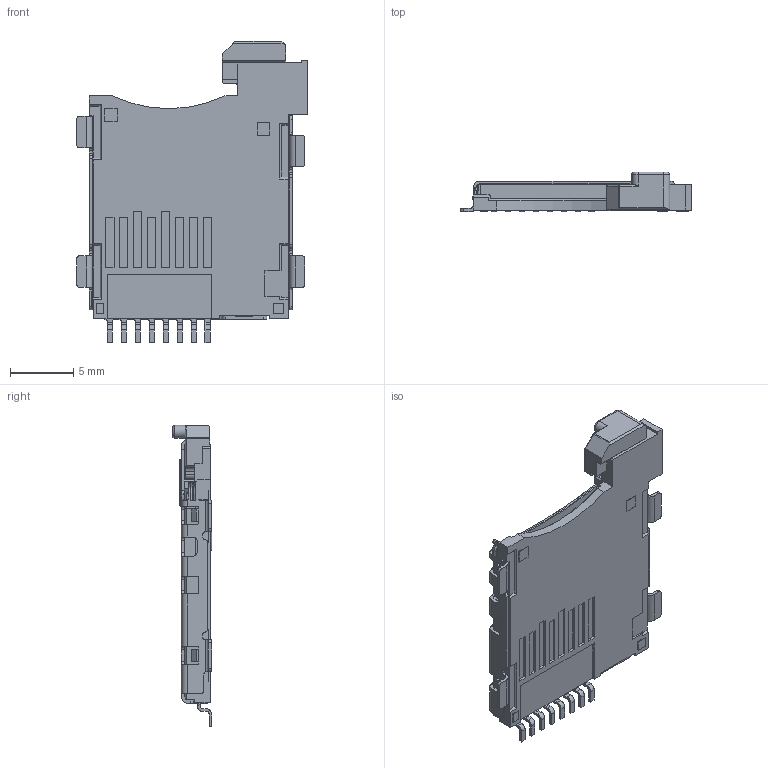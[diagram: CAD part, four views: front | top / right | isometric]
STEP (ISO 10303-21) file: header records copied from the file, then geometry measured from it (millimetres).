
FILE_DESCRIPTION (( 'STEP AP203' ), '1' );
FILE_NAME ('PJS008-4100-0-VE-140717.STEP', '2014-07-17T01:41:17', ( 'HP-Z400' ), ( 'Hewlett-Packard Company' ), 'SwSTEP 2.0', 'SolidWorks 2014', '' );
FILE_SCHEMA (( 'CONFIG_CONTROL_DESIGN' ));
Length unit declared in the file: millimetre
Products named in the file (1): PJS008-4100-0-VE-140717
Bounding box: 18.2 x 3.09 x 23.75 mm (x, y, z)
Volume: 623.2 mm3; surface area: 1039.8 mm2
Topology: 1 solids, 1 shells, 762 faces, 2097 edges, 1337 vertices
Faces by surface type: plane 504, cylinder 222, torus 15, cone 11, bspline 8, sphere 2
Entity records: 24195 total; most frequent: CARTESIAN_POINT 4494, ORIENTED_EDGE 4186, DIRECTION 4023, EDGE_CURVE 2093, LINE 1569, VECTOR 1569, VERTEX_POINT 1337, AXIS2_PLACEMENT_3D 1227
